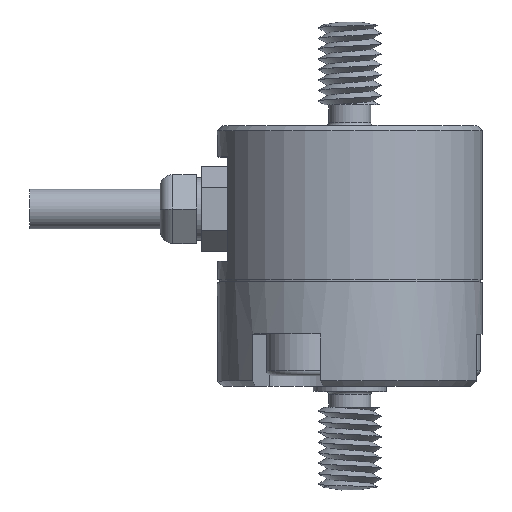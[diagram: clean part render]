
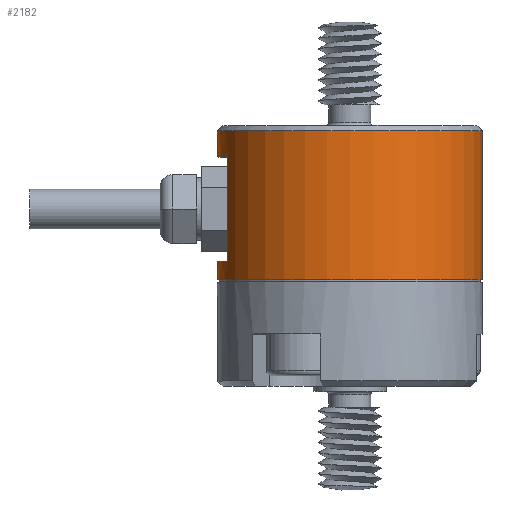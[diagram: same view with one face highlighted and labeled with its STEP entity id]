
A CAD part, top view. The second image highlights one B-rep face of the part: STEP entity #2182.
In plain terms, the highlighted cylindrical face has radius 12.7 mm (diameter 25.4 mm), a full revolution.
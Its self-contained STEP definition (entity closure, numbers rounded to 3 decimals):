
#106=FACE_BOUND('',#292,.T.);
#161=FACE_OUTER_BOUND('',#291,.T.);
#291=EDGE_LOOP('',(#1596,#1597,#1598,#1599,#1600,#1601));
#292=EDGE_LOOP('',(#1602,#1603,#1604,#1605));
#455=CIRCLE('',#2370,12.7);
#458=CIRCLE('',#2373,12.7);
#459=CIRCLE('',#2375,12.7);
#460=CIRCLE('',#2376,12.7);
#461=CIRCLE('',#2377,12.7);
#462=CIRCLE('',#2378,12.7);
#566=LINE('',#4336,#754);
#567=LINE('',#4342,#755);
#568=LINE('',#4346,#756);
#754=VECTOR('',#2697,12.7);
#755=VECTOR('',#2702,1000.);
#756=VECTOR('',#2705,1000.);
#994=VERTEX_POINT('',#4325);
#995=VERTEX_POINT('',#4326);
#998=VERTEX_POINT('',#4335);
#999=VERTEX_POINT('',#4337);
#1000=VERTEX_POINT('',#4340);
#1001=VERTEX_POINT('',#4341);
#1002=VERTEX_POINT('',#4343);
#1003=VERTEX_POINT('',#4345);
#1234=EDGE_CURVE('',#994,#995,#455,.T.);
#1238=EDGE_CURVE('',#995,#994,#458,.T.);
#1239=EDGE_CURVE('',#994,#998,#566,.T.);
#1240=EDGE_CURVE('',#998,#999,#459,.T.);
#1241=EDGE_CURVE('',#999,#998,#460,.T.);
#1242=EDGE_CURVE('',#1000,#1001,#567,.T.);
#1243=EDGE_CURVE('',#1001,#1002,#461,.T.);
#1244=EDGE_CURVE('',#1002,#1003,#568,.T.);
#1245=EDGE_CURVE('',#1003,#1000,#462,.T.);
#1596=ORIENTED_EDGE('',*,*,#1234,.F.);
#1597=ORIENTED_EDGE('',*,*,#1239,.T.);
#1598=ORIENTED_EDGE('',*,*,#1240,.T.);
#1599=ORIENTED_EDGE('',*,*,#1241,.T.);
#1600=ORIENTED_EDGE('',*,*,#1239,.F.);
#1601=ORIENTED_EDGE('',*,*,#1238,.F.);
#1602=ORIENTED_EDGE('',*,*,#1242,.T.);
#1603=ORIENTED_EDGE('',*,*,#1243,.T.);
#1604=ORIENTED_EDGE('',*,*,#1244,.T.);
#1605=ORIENTED_EDGE('',*,*,#1245,.T.);
#2138=CYLINDRICAL_SURFACE('',#2374,12.7);
#2182=ADVANCED_FACE('',(#161,#106),#2138,.T.);
#2370=AXIS2_PLACEMENT_3D('',#4327,#2686,#2687);
#2373=AXIS2_PLACEMENT_3D('',#4333,#2693,#2694);
#2374=AXIS2_PLACEMENT_3D('',#4334,#2695,#2696);
#2375=AXIS2_PLACEMENT_3D('',#4338,#2698,#2699);
#2376=AXIS2_PLACEMENT_3D('',#4339,#2700,#2701);
#2377=AXIS2_PLACEMENT_3D('',#4344,#2703,#2704);
#2378=AXIS2_PLACEMENT_3D('',#4347,#2706,#2707);
#2686=DIRECTION('center_axis',(0.,1.,0.));
#2687=DIRECTION('ref_axis',(0.,0.,1.));
#2693=DIRECTION('center_axis',(0.,1.,0.));
#2694=DIRECTION('ref_axis',(0.,0.,1.));
#2695=DIRECTION('center_axis',(0.,1.,0.));
#2696=DIRECTION('ref_axis',(0.,0.,1.));
#2697=DIRECTION('',(0.,-1.,0.));
#2698=DIRECTION('center_axis',(0.,1.,0.));
#2699=DIRECTION('ref_axis',(0.,0.,1.));
#2700=DIRECTION('center_axis',(0.,1.,0.));
#2701=DIRECTION('ref_axis',(0.,0.,1.));
#2702=DIRECTION('',(0.,-1.,0.));
#2703=DIRECTION('center_axis',(0.,-1.,0.));
#2704=DIRECTION('ref_axis',(0.,0.,-1.));
#2705=DIRECTION('',(0.,1.,0.));
#2706=DIRECTION('center_axis',(0.,1.,0.));
#2707=DIRECTION('ref_axis',(0.,0.,1.));
#4325=CARTESIAN_POINT('',(0.,12.,-12.7));
#4326=CARTESIAN_POINT('',(0.,12.,12.7));
#4327=CARTESIAN_POINT('Origin',(0.,12.,0.));
#4333=CARTESIAN_POINT('Origin',(0.,12.,0.));
#4334=CARTESIAN_POINT('Origin',(0.,22.5,0.));
#4335=CARTESIAN_POINT('',(0.,-2.3,-12.7));
#4336=CARTESIAN_POINT('',(0.,22.5,-12.7));
#4337=CARTESIAN_POINT('',(0.,-2.3,12.7));
#4338=CARTESIAN_POINT('Origin',(0.,-2.3,0.));
#4339=CARTESIAN_POINT('Origin',(0.,-2.3,0.));
#4340=CARTESIAN_POINT('',(-11.7,9.5,4.94));
#4341=CARTESIAN_POINT('',(-11.7,-0.5,4.94));
#4342=CARTESIAN_POINT('',(-11.7,22.5,4.94));
#4343=CARTESIAN_POINT('',(-11.7,-0.5,-4.94));
#4344=CARTESIAN_POINT('Origin',(0.,-0.5,0.));
#4345=CARTESIAN_POINT('',(-11.7,9.5,-4.94));
#4346=CARTESIAN_POINT('',(-11.7,22.5,-4.94));
#4347=CARTESIAN_POINT('Origin',(0.,9.5,0.));
